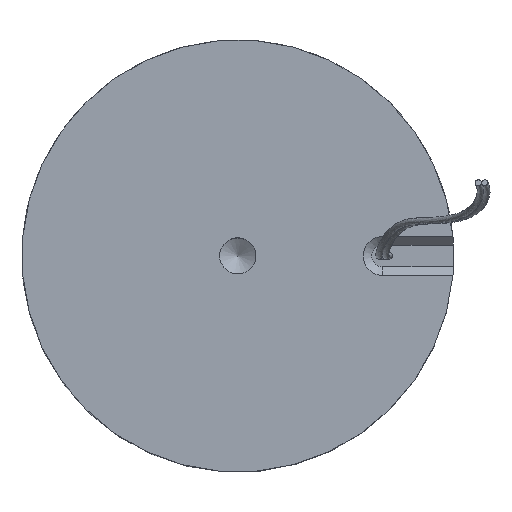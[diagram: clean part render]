
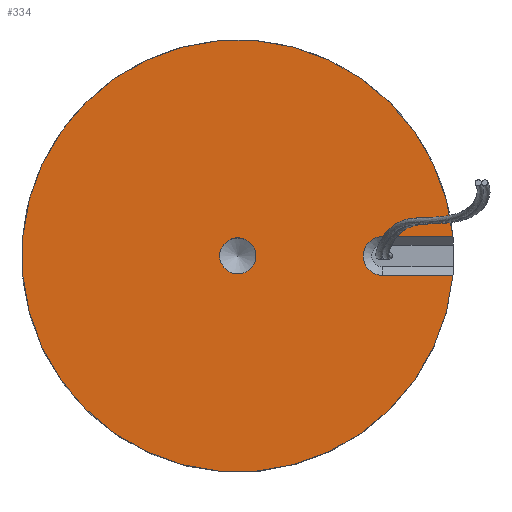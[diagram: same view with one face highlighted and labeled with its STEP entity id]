
A CAD part, top view. The second image highlights one B-rep face of the part: STEP entity #334.
In plain terms, the highlighted planar face has unit normal (0, 0, 1).
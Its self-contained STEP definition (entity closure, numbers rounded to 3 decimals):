
#35=FACE_BOUND($,#95,.T.);
#51=CIRCLE($,#361,4.5);
#52=CIRCLE($,#365,50.);
#53=CIRCLE($,#366,4.188);
#73=FACE_OUTER_BOUND($,#94,.T.);
#94=EDGE_LOOP($,(#240,#241,#242,#243));
#95=EDGE_LOOP($,(#244));
#127=LINE($,#510,#134);
#132=LINE($,#525,#139);
#134=VECTOR($,#409,16.272);
#139=VECTOR($,#424,16.272);
#151=VERTEX_POINT($,#507);
#152=VERTEX_POINT($,#509);
#154=VERTEX_POINT($,#515);
#156=VERTEX_POINT($,#521);
#158=VERTEX_POINT($,#528);
#184=EDGE_CURVE($,#151,#152,#127,.T.);
#189=EDGE_CURVE($,#152,#154,#51,.T.);
#192=EDGE_CURVE($,#154,#156,#132,.T.);
#193=EDGE_CURVE($,#156,#151,#52,.T.);
#194=EDGE_CURVE($,#158,#158,#53,.T.);
#240=ORIENTED_EDGE($,*,*,#192,.F.);
#241=ORIENTED_EDGE($,*,*,#189,.F.);
#242=ORIENTED_EDGE($,*,*,#184,.F.);
#243=ORIENTED_EDGE($,*,*,#193,.F.);
#244=ORIENTED_EDGE($,*,*,#194,.T.);
#322=PLANE($,#364);
#334=ADVANCED_FACE($,(#73,#35),#322,.F.);
#361=AXIS2_PLACEMENT_3D($,#519,#417,#418);
#364=AXIS2_PLACEMENT_3D($,#526,#425,#426);
#365=AXIS2_PLACEMENT_3D($,#527,#427,#428);
#366=AXIS2_PLACEMENT_3D($,#529,#429,#430);
#409=DIRECTION($,(-1.,0.,0.));
#417=DIRECTION('center_axis',(0.,0.,1.));
#418=DIRECTION('ref_axis',(0.,1.,0.));
#424=DIRECTION($,(1.,0.,0.));
#425=DIRECTION('center_axis',(0.,0.,-1.));
#426=DIRECTION('ref_axis',(-1.,0.,0.));
#427=DIRECTION('center_axis',(0.,0.,-1.));
#428=DIRECTION('ref_axis',(-1.,0.,0.));
#429=DIRECTION('center_axis',(0.,0.,-1.));
#430=DIRECTION('ref_axis',(1.,0.,0.));
#507=CARTESIAN_POINT('',(49.797,4.5,43.));
#509=CARTESIAN_POINT('',(33.525,4.5,43.));
#510=CARTESIAN_POINT($,(24.969,4.5,43.));
#515=CARTESIAN_POINT('',(33.525,-4.5,43.));
#519=CARTESIAN_POINT('Origin',(33.525,0.,43.));
#521=CARTESIAN_POINT('',(49.797,-4.5,43.));
#525=CARTESIAN_POINT($,(16.763,-4.5,43.));
#526=CARTESIAN_POINT('Origin',(0.,0.,43.));
#527=CARTESIAN_POINT('Origin',(0.,0.,43.));
#528=CARTESIAN_POINT('',(4.188,0.,43.));
#529=CARTESIAN_POINT('Origin',(0.,0.,
43.));
